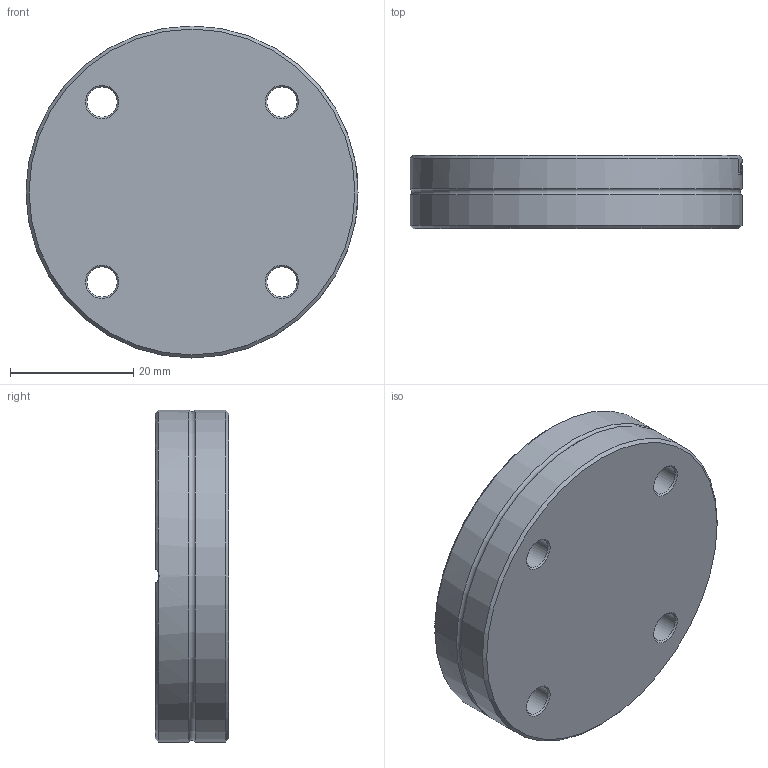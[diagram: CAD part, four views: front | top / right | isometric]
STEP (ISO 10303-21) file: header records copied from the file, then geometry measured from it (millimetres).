
FILE_DESCRIPTION(/* description */ (''),/* implementation_level */ '2;1');
FILE_NAME(/* name */ 'FL-25CFT.stp',/* time_stamp */ '2022-11-25T12:14:36Z',/* author */ ('Paul'),/* organization */ (''),/* preprocessor_version */ 'ST-DEVELOPER v19.2',/* originating_system */ 'Autodesk Inventor 2023',/* authorisation */ '');
FILE_SCHEMA (('AUTOMOTIVE_DESIGN { 1 0 10303 214 3 1 1 }'));
Length unit declared in the file: millimetre
Products named in the file (1): FL-25CFT
Bounding box: 53.9 x 11.9 x 53.9 mm (x, y, z)
Volume: 25156.7 mm3; surface area: 7307.2 mm2
Topology: 1 solids, 1 shells, 118 faces, 321 edges, 212 vertices
Faces by surface type: plane 46, bspline 41, cylinder 17, cone 13, torus 1
Full cylindrical faces by diameter (mm): 4.917 x4, 33.02 x1, 53.9 x2
Entity records: 5211 total; most frequent: CARTESIAN_POINT 2375, ORIENTED_EDGE 642, DIRECTION 484, EDGE_CURVE 321, VERTEX_POINT 212, AXIS2_PLACEMENT_3D 177, EDGE_LOOP 133, LINE 130
